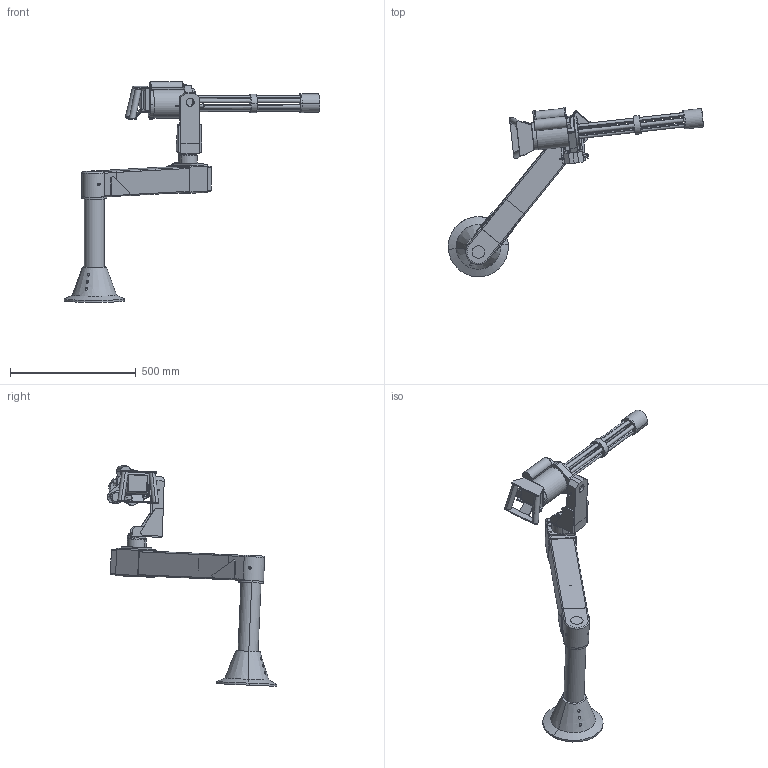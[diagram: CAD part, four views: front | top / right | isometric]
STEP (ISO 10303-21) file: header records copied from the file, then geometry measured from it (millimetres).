
FILE_DESCRIPTION(('CATIA V5 STEP Exchange'),'2;1');
FILE_NAME('gau17ensamble ver 2.stp','2013-02-21T14:33:18+00:00',('none'),('none'),'CATIA Version 5 Release 21 GA (IN-10)','CATIA V5 STEP AP203','none');
FILE_SCHEMA(('CONFIG_CONTROL_DESIGN'));
Length unit declared in the file: millimetre
Products named in the file (7): gau17ensamble ver 2; rigido; montante ejec gau17; Product1; rodamiento; m134; montante22
Assembly tree (39 placements, depth 6):
  gau17ensamble ver 2
    #58
    rigido
      #89
      montante ejec gau17
        #672
        Product1
          #1521
          #2091
          #2383
          #2591
          #2799
          #3511
          #4381
          #4550
          rodamiento
            #7360
            #7529
            #7698
          #7880
          #8088
          m134
            #8682
            #9247
            #10086
            #10580
            #11122
            #11297
            #11514
            #11618
            #13736
            #13959
            #19320
            #19893
      montante22
    #20260
    #21112
    #21444
    #22017
    #22890
Bounding box: 1017.18 x 674.26 x 878.77 mm (x, y, z)
Volume: 11548983.4 mm3; surface area: 1865956.5 mm2
Topology: 43 solids, 43 shells, 689 faces, 1613 edges, 1002 vertices
Faces by surface type: cylinder 337, plane 251, torus 31, bspline 31, sphere 24, cone 10, extrusion 5
Entity records: 23167 total; most frequent: CARTESIAN_POINT 7604, ORIENTED_EDGE 3180, DIRECTION 2604, EDGE_CURVE 1590, AXIS2_PLACEMENT_3D 1228, VERTEX_POINT 998, EDGE_LOOP 825, VECTOR 785
